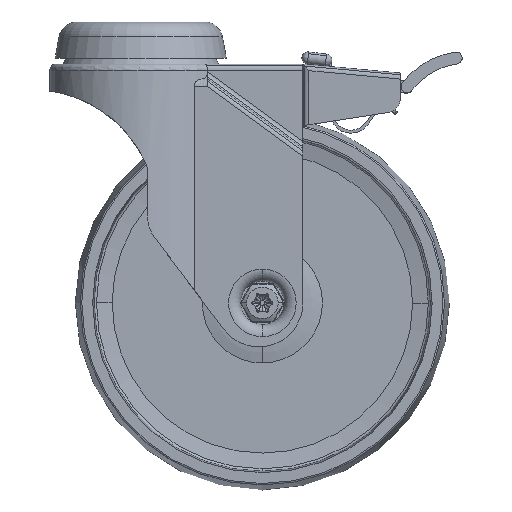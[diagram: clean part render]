
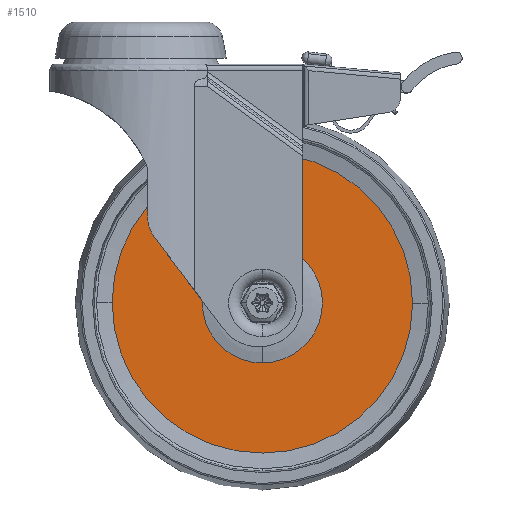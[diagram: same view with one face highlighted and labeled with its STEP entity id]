
A CAD part, front view. The second image highlights one B-rep face of the part: STEP entity #1510.
In plain terms, the highlighted planar face has unit normal (0, -1, 0).
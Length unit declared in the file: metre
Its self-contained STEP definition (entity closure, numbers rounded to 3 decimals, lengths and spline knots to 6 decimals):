
#1510=ADVANCED_FACE('',(#2629,#2630),#2631,.T.);
#2629=FACE_OUTER_BOUND('',#4034,.T.);
#2630=FACE_BOUND('',#4035,.T.);
#2631=PLANE('',#4036);
#4034=EDGE_LOOP('',(#11710,#11711));
#4035=EDGE_LOOP('',(#11712,#11713,#11714));
#4036=AXIS2_PLACEMENT_3D('',#11715,#11716,#11717);
#11710=ORIENTED_EDGE('',*,*,#14501,.F.);
#11711=ORIENTED_EDGE('',*,*,#14446,.F.);
#11712=ORIENTED_EDGE('',*,*,#14451,.T.);
#11713=ORIENTED_EDGE('',*,*,#14500,.T.);
#11714=ORIENTED_EDGE('',*,*,#14452,.T.);
#11715=CARTESIAN_POINT('',(-0.035,-0.00175,0.0));
#11716=DIRECTION('',(0.,-1.0,0.0));
#11717=DIRECTION('',(1.0,0.,-0.0));
#14446=EDGE_CURVE('',#16724,#16721,#16726,.T.);
#14451=EDGE_CURVE('',#16736,#16734,#16737,.T.);
#14452=EDGE_CURVE('',#16728,#16736,#16738,.T.);
#14500=EDGE_CURVE('',#16734,#16728,#16815,.T.);
#14501=EDGE_CURVE('',#16721,#16724,#16816,.T.);
#16721=VERTEX_POINT('',#21103);
#16724=VERTEX_POINT('',#21107);
#16726=CIRCLE('',#21110,0.05);
#16728=VERTEX_POINT('',#21112);
#16734=VERTEX_POINT('',#21118);
#16736=VERTEX_POINT('',#21120);
#16737=CIRCLE('',#21121,0.02);
#16738=CIRCLE('',#21122,0.02);
#16815=CIRCLE('',#21207,0.02);
#16816=CIRCLE('',#21208,0.05);
#21103=CARTESIAN_POINT('',(-0.05,-0.00175,0.0));
#21107=CARTESIAN_POINT('',(0.05,-0.00175,0.));
#21110=AXIS2_PLACEMENT_3D('',#26285,#26286,#26287);
#21112=CARTESIAN_POINT('',(0.,-0.00175,-0.02));
#21118=CARTESIAN_POINT('',(0.,-0.00175,0.02));
#21120=CARTESIAN_POINT('',(-0.02,-0.00175,0.0));
#21121=AXIS2_PLACEMENT_3D('',#26300,#26301,#26302);
#21122=AXIS2_PLACEMENT_3D('',#26303,#26304,#26305);
#21207=AXIS2_PLACEMENT_3D('',#26431,#26432,#26433);
#21208=AXIS2_PLACEMENT_3D('',#26434,#26435,#26436);
#26285=CARTESIAN_POINT('',(0.,-0.00175,0.0));
#26286=DIRECTION('',(0.,1.0,0.0));
#26287=DIRECTION('',(-1.0,0.,0.0));
#26300=CARTESIAN_POINT('',(0.,-0.00175,0.0));
#26301=DIRECTION('',(0.,1.0,0.0));
#26302=DIRECTION('',(-1.0,0.,0.0));
#26303=CARTESIAN_POINT('',(0.,-0.00175,0.0));
#26304=DIRECTION('',(0.,1.0,0.0));
#26305=DIRECTION('',(-1.0,0.,0.0));
#26431=CARTESIAN_POINT('',(0.,-0.00175,0.0));
#26432=DIRECTION('',(0.,1.0,0.0));
#26433=DIRECTION('',(-1.0,0.,0.0));
#26434=CARTESIAN_POINT('',(0.,-0.00175,0.0));
#26435=DIRECTION('',(0.,1.0,0.0));
#26436=DIRECTION('',(-1.0,0.,0.0));
